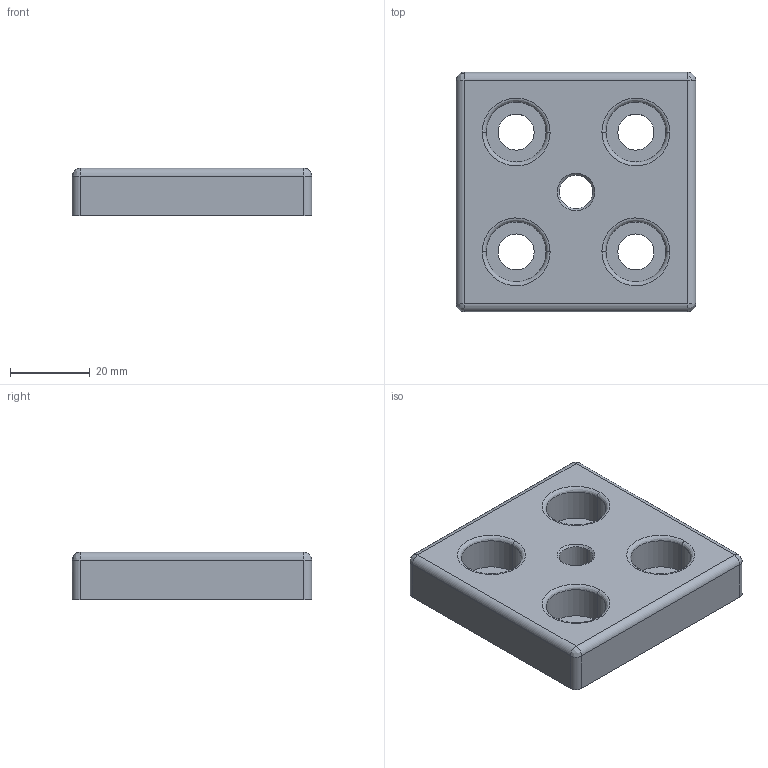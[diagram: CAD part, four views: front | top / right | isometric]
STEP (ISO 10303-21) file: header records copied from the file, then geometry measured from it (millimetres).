
FILE_DESCRIPTION(('STEP AP214'),'1');
FILE_NAME('fath_093t60601008s.stp','2017-10-09T08:11:44',('TraceParts'),('TraceParts S.A.'),'Spatial InterOp 3D',' ',' ');
FILE_SCHEMA(('automotive_design'));
Length unit declared in the file: millimetre
Products named in the file (1): fath_093t60601008s
Bounding box: 60 x 60 x 12 mm (x, y, z)
Volume: 24852.7 mm3; surface area: 15604.8 mm2
Topology: 1 solids, 1 shells, 190 faces, 465 edges, 279 vertices
Faces by surface type: cylinder 100, bspline 62, plane 26, cone 2
Entity records: 8402 total; most frequent: CARTESIAN_POINT 2543, DIRECTION 934, ORIENTED_EDGE 918, EDGE_CURVE 459, AXIS2_PLACEMENT_3D 392, VERTEX_POINT 279, CIRCLE 263, EDGE_LOOP 208
